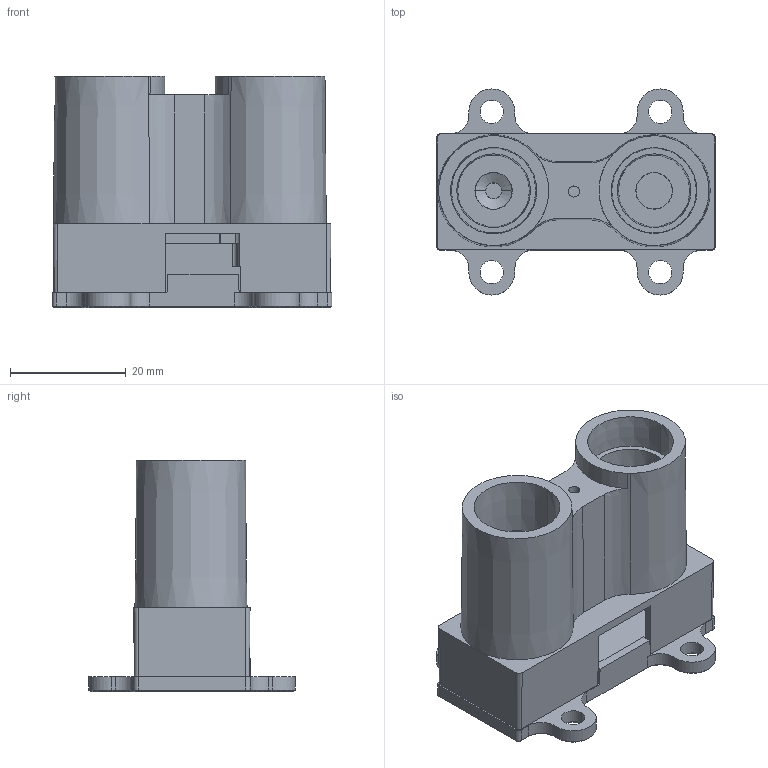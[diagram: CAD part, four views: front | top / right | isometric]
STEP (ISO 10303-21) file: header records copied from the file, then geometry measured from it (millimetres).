
FILE_DESCRIPTION (( 'STEP AP203' ), '1' );
FILE_NAME ('am-3829 LIDAR Lite 3.STEP', '2019-01-24T21:59:40', ( '' ), ( '' ), 'SwSTEP 2.0', 'SolidWorks 2018', '' );
FILE_SCHEMA (( 'CONFIG_CONTROL_DESIGN' ));
Length unit declared in the file: millimetre
Products named in the file (3): LIDAR-Lite_Cover_RevC; am-3829 LIDAR Lite 3; LIDAR-Lite_Housing_RevD
Assembly tree (2 placements, depth 2):
  am-3829 LIDAR Lite 3
    LIDAR-Lite_Housing_RevD
    LIDAR-Lite_Cover_RevC
Bounding box: 48.26 x 35.56 x 39.85 mm (x, y, z)
Volume: 15247.1 mm3; surface area: 14212 mm2
Topology: 2 solids, 2 shells, 406 faces, 1065 edges, 676 vertices
Faces by surface type: plane 177, cylinder 103, cone 88, bspline 20, sphere 12, torus 6
Entity records: 13428 total; most frequent: CARTESIAN_POINT 2970, DIRECTION 2164, ORIENTED_EDGE 2130, EDGE_CURVE 1065, AXIS2_PLACEMENT_3D 769, VERTEX_POINT 676, VECTOR 626, LINE 626
